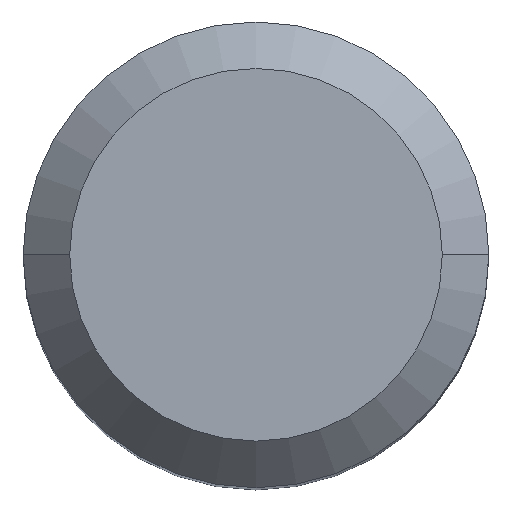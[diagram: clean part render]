
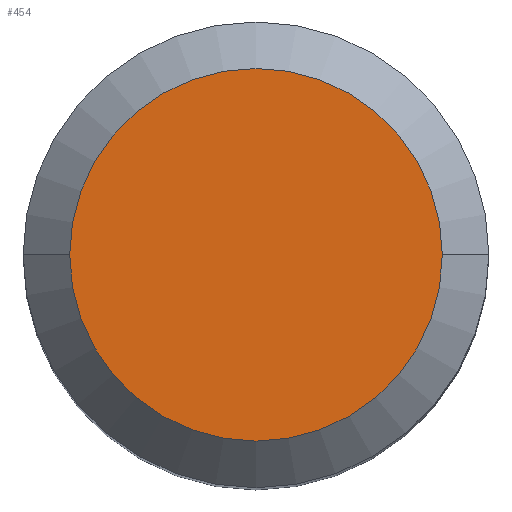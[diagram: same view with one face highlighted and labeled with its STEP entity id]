
A CAD part, top view. The second image highlights one B-rep face of the part: STEP entity #454.
In plain terms, the highlighted planar face has unit normal (0, 0, 1).
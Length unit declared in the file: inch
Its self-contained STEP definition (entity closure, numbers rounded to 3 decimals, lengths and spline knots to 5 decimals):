
#12 = CARTESIAN_POINT ( 'NONE',  ( 0.18896, 0., 0. ) ) ;
#24 = EDGE_LOOP ( 'NONE', ( #87, #280 ) ) ;
#30 = FACE_OUTER_BOUND ( 'NONE', #24, .T. ) ;
#41 = VERTEX_POINT ( 'NONE', #12 ) ;
#63 = AXIS2_PLACEMENT_3D ( 'NONE', #378, #427, #68 ) ;
#68 = DIRECTION ( 'NONE',  ( 1., 0., 0. ) ) ;
#87 = ORIENTED_EDGE ( 'NONE', *, *, #350, .T. ) ;
#101 = VERTEX_POINT ( 'NONE', #360 ) ;
#137 = CIRCLE ( 'NONE', #63, 0.18896 ) ;
#175 = DIRECTION ( 'NONE',  ( 0., 0., 1. ) ) ;
#192 = PLANE ( 'NONE',  #517 ) ;
#206 = DIRECTION ( 'NONE',  ( -1., 0., 0. ) ) ;
#232 = DIRECTION ( 'NONE',  ( 0., 0., -1. ) ) ;
#256 = CARTESIAN_POINT ( 'NONE',  ( 0., 0., 0. ) ) ;
#261 = AXIS2_PLACEMENT_3D ( 'NONE', #256, #175, #384 ) ;
#272 = CARTESIAN_POINT ( 'NONE',  ( 0., 0., 0. ) ) ;
#275 = EDGE_CURVE ( 'NONE', #41, #101, #137, .T. ) ;
#280 = ORIENTED_EDGE ( 'NONE', *, *, #275, .T. ) ;
#350 = EDGE_CURVE ( 'NONE', #101, #41, #354, .T. ) ;
#354 = CIRCLE ( 'NONE', #261, 0.18896 ) ;
#360 = CARTESIAN_POINT ( 'NONE',  ( -0.18896, 0., 0. ) ) ;
#378 = CARTESIAN_POINT ( 'NONE',  ( 0., 0., 0. ) ) ;
#384 = DIRECTION ( 'NONE',  ( 1., 0., 0. ) ) ;
#427 = DIRECTION ( 'NONE',  ( 0., 0., 1. ) ) ;
#454 = ADVANCED_FACE ( 'NONE', ( #30 ), #192, .F. ) ;
#517 = AXIS2_PLACEMENT_3D ( 'NONE', #272, #232, #206 ) ;
